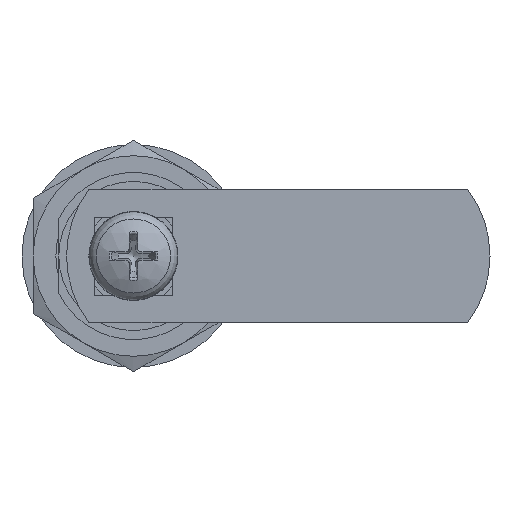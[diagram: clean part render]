
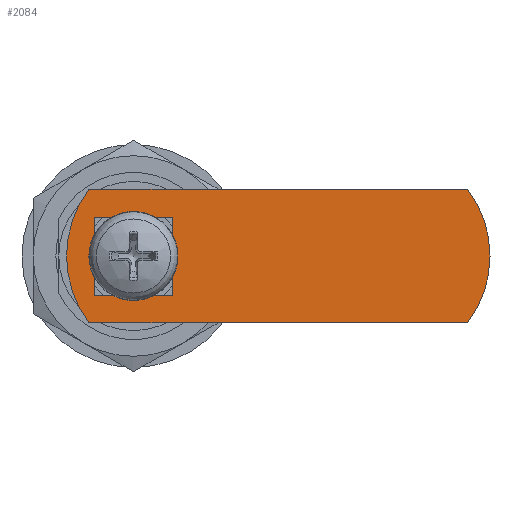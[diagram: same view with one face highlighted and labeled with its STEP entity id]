
A CAD part, left-side view. The second image highlights one B-rep face of the part: STEP entity #2084.
In plain terms, the highlighted face is planar.
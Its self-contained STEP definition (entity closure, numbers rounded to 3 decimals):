
#1820=CARTESIAN_POINT('',(-3.5,-3.5,1.8));
#1821=VERTEX_POINT('',#1820);
#1822=CARTESIAN_POINT('',(-3.5,3.5,1.8));
#1823=VERTEX_POINT('',#1822);
#1824=CARTESIAN_POINT('',(-3.5,-3.5,1.8));
#1825=DIRECTION('',(0.0,1.0,0.0));
#1826=VECTOR('',#1825,7.);
#1827=LINE('',#1824,#1826);
#1828=EDGE_CURVE('',#1821,#1823,#1827,.T.);
#1860=CARTESIAN_POINT('',(3.5,3.5,1.8));
#1861=VERTEX_POINT('',#1860);
#1862=CARTESIAN_POINT('',(-3.5,3.5,1.8));
#1863=DIRECTION('',(1.0,0.0,0.0));
#1864=VECTOR('',#1863,7.0);
#1865=LINE('',#1862,#1864);
#1866=EDGE_CURVE('',#1823,#1861,#1865,.T.);
#1891=CARTESIAN_POINT('',(3.5,-3.5,1.8));
#1892=VERTEX_POINT('',#1891);
#1893=CARTESIAN_POINT('',(3.5,3.5,1.8));
#1894=DIRECTION('',(0.0,-1.0,0.0));
#1895=VECTOR('',#1894,7.);
#1896=LINE('',#1893,#1895);
#1897=EDGE_CURVE('',#1861,#1892,#1896,.T.);
#1922=CARTESIAN_POINT('',(3.5,-3.5,1.8));
#1923=DIRECTION('',(-1.0,0.0,0.0));
#1924=VECTOR('',#1923,7.);
#1925=LINE('',#1922,#1924);
#1926=EDGE_CURVE('',#1892,#1821,#1925,.T.);
#1944=CARTESIAN_POINT('',(30.,6.,1.8));
#1945=VERTEX_POINT('',#1944);
#1946=CARTESIAN_POINT('',(30.,-6.,1.8));
#1947=VERTEX_POINT('',#1946);
#1948=CARTESIAN_POINT('',(22.0,0.0,1.8));
#1949=DIRECTION('',(0.0,0.0,-1.0));
#1950=DIRECTION('',(-0.8,0.6,0.0));
#1951=AXIS2_PLACEMENT_3D('',#1948,#1949,#1950);
#1952=CIRCLE('',#1951,10.0);
#1953=EDGE_CURVE('',#1945,#1947,#1952,.T.);
#1986=CARTESIAN_POINT('',(-4.,-6.,1.8));
#1987=VERTEX_POINT('',#1986);
#1988=CARTESIAN_POINT('',(30.,-6.,1.8));
#1989=DIRECTION('',(-1.0,0.0,0.0));
#1990=VECTOR('',#1989,34.);
#1991=LINE('',#1988,#1990);
#1992=EDGE_CURVE('',#1947,#1987,#1991,.T.);
#2017=CARTESIAN_POINT('',(-4.,6.,1.8));
#2018=VERTEX_POINT('',#2017);
#2019=CARTESIAN_POINT('',(4.0,0.0,1.8));
#2020=DIRECTION('',(0.0,0.0,-1.));
#2021=DIRECTION('',(0.8,-0.6,0.0));
#2022=AXIS2_PLACEMENT_3D('',#2019,#2020,#2021);
#2023=CIRCLE('',#2022,10.);
#2024=EDGE_CURVE('',#1987,#2018,#2023,.T.);
#2050=CARTESIAN_POINT('',(-4.,6.,1.8));
#2051=DIRECTION('',(1.0,0.0,0.0));
#2052=VECTOR('',#2051,34.);
#2053=LINE('',#2050,#2052);
#2054=EDGE_CURVE('',#2018,#1945,#2053,.T.);
#2067=CARTESIAN_POINT('',(13.0,0.,1.8));
#2068=DIRECTION('',(0.0,0.0,1.0));
#2069=DIRECTION('',(1.0,0.0,0.0));
#2070=AXIS2_PLACEMENT_3D('',#2067,#2068,#2069);
#2071=PLANE('',#2070);
#2072=ORIENTED_EDGE('',*,*,#1953,.F.);
#2073=ORIENTED_EDGE('',*,*,#2054,.F.);
#2074=ORIENTED_EDGE('',*,*,#2024,.F.);
#2075=ORIENTED_EDGE('',*,*,#1992,.F.);
#2076=EDGE_LOOP('',(#2072,#2073,#2074,#2075));
#2077=FACE_OUTER_BOUND('',#2076,.T.);
#2078=ORIENTED_EDGE('',*,*,#1828,.T.);
#2079=ORIENTED_EDGE('',*,*,#1866,.T.);
#2080=ORIENTED_EDGE('',*,*,#1897,.T.);
#2081=ORIENTED_EDGE('',*,*,#1926,.T.);
#2082=EDGE_LOOP('',(#2078,#2079,#2080,#2081));
#2083=FACE_BOUND('',#2082,.T.);
#2084=ADVANCED_FACE('',(#2077,#2083),#2071,.T.);
